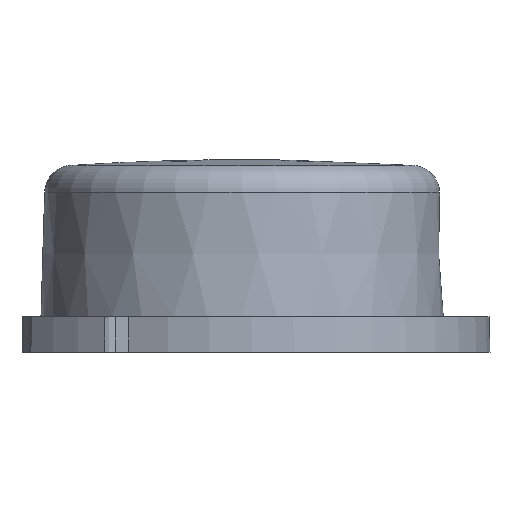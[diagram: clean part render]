
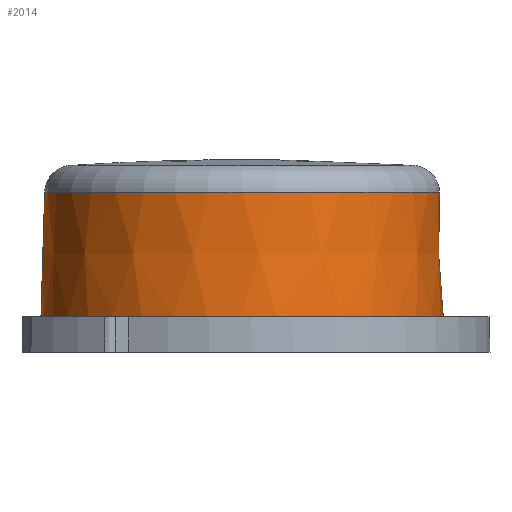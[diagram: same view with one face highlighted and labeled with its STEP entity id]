
A CAD part, front view. The second image highlights one B-rep face of the part: STEP entity #2014.
In plain terms, the highlighted conical face has half-angle 1.7 degrees and reference radius 3.675 mm.
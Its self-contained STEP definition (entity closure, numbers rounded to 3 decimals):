
#42=CONICAL_SURFACE('',#2279,3.675,0.03);
#145=CIRCLE('',#2177,3.656);
#196=CIRCLE('',#2272,3.589);
#200=CIRCLE('',#2276,3.589);
#351=FACE_OUTER_BOUND('',#464,.T.);
#464=EDGE_LOOP('',(#1853,#1854,#1855,#1856,#1857));
#634=LINE('',#4746,#719);
#719=VECTOR('',#2846,3.675);
#851=VERTEX_POINT('',#3948);
#936=VERTEX_POINT('',#4733);
#937=VERTEX_POINT('',#4734);
#1119=EDGE_CURVE('',#851,#851,#145,.T.);
#1245=EDGE_CURVE('',#936,#937,#196,.T.);
#1249=EDGE_CURVE('',#937,#936,#200,.T.);
#1251=EDGE_CURVE('',#936,#851,#634,.T.);
#1853=ORIENTED_EDGE('',*,*,#1245,.F.);
#1854=ORIENTED_EDGE('',*,*,#1251,.T.);
#1855=ORIENTED_EDGE('',*,*,#1119,.T.);
#1856=ORIENTED_EDGE('',*,*,#1251,.F.);
#1857=ORIENTED_EDGE('',*,*,#1249,.F.);
#2014=ADVANCED_FACE('',(#351),#42,.T.);
#2177=AXIS2_PLACEMENT_3D('',#3949,#2606,#2607);
#2272=AXIS2_PLACEMENT_3D('',#4735,#2829,#2830);
#2276=AXIS2_PLACEMENT_3D('',#4741,#2837,#2838);
#2279=AXIS2_PLACEMENT_3D('',#4745,#2844,#2845);
#2606=DIRECTION('center_axis',(0.,0.,1.));
#2607=DIRECTION('ref_axis',(1.,0.,0.));
#2829=DIRECTION('center_axis',(0.,0.,1.));
#2830=DIRECTION('ref_axis',(1.,0.,0.));
#2837=DIRECTION('center_axis',(0.,0.,1.));
#2838=DIRECTION('ref_axis',(1.,0.,0.));
#2844=DIRECTION('center_axis',(0.,0.,-1.));
#2845=DIRECTION('ref_axis',(1.,0.,0.));
#2846=DIRECTION('',(-0.03,0.,-1.));
#3948=CARTESIAN_POINT('',(-3.656,0.,0.65));
#3949=CARTESIAN_POINT('Origin',(0.,0.,0.65));
#4733=CARTESIAN_POINT('',(-3.589,0.,2.912));
#4734=CARTESIAN_POINT('',(3.589,0.,2.912));
#4735=CARTESIAN_POINT('Origin',(0.,0.,2.912));
#4741=CARTESIAN_POINT('Origin',(0.,0.,2.912));
#4745=CARTESIAN_POINT('Origin',(0.,0.,0.));
#4746=CARTESIAN_POINT('',(-3.675,0.,0.));
